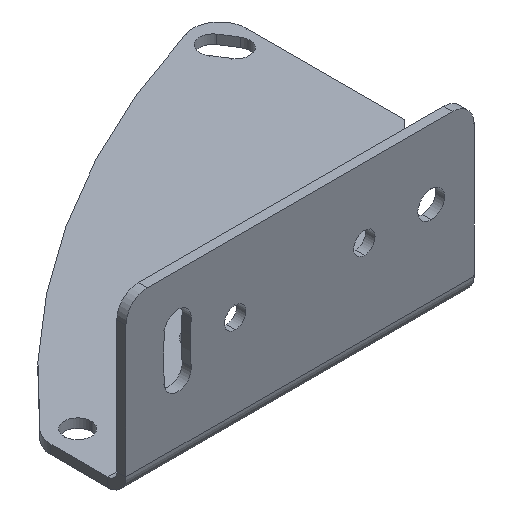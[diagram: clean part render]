
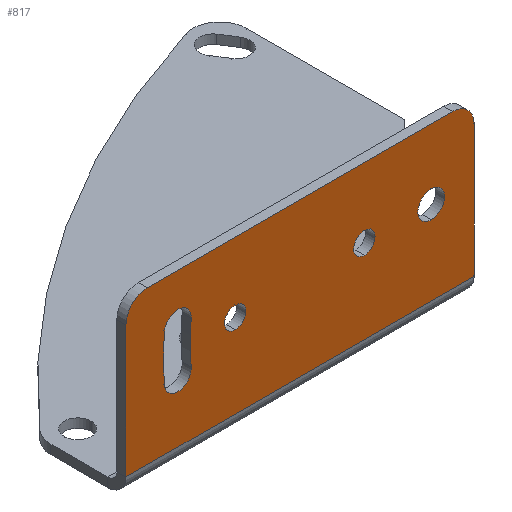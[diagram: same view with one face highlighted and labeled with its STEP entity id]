
A CAD part, isometric view. The second image highlights one B-rep face of the part: STEP entity #817.
In plain terms, the highlighted planar face has unit normal (0, -1, 0).
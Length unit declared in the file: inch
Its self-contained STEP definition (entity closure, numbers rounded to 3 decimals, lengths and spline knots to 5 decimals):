
#133=DIRECTION('',(1.,0.,0.));
#134=VECTOR('',#133,2.55906);
#135=CARTESIAN_POINT('',(-3.36614,0.,0.13386));
#136=LINE('',#135,#134);
#151=DIRECTION('',(0.,0.,1.));
#152=VECTOR('',#151,0.9685);
#153=CARTESIAN_POINT('',(-0.80709,0.,0.13386));
#154=LINE('',#153,#152);
#155=DIRECTION('',(0.,0.,-1.));
#156=VECTOR('',#155,0.9685);
#157=CARTESIAN_POINT('',(-3.36614,0.,1.10236));
#158=LINE('',#157,#156);
#159=CARTESIAN_POINT('',(-3.20866,0.,1.10236));
#160=DIRECTION('',(0.,-1.,0.));
#161=DIRECTION('',(0.,0.,1.));
#162=AXIS2_PLACEMENT_3D('',#159,#160,#161);
#164=DIRECTION('',(-1.,0.,0.));
#165=VECTOR('',#164,2.24409);
#166=CARTESIAN_POINT('',(-0.96457,0.,1.25984));
#167=LINE('',#166,#165);
#168=CARTESIAN_POINT('',(-0.96457,0.,1.10236));
#169=DIRECTION('',(0.,-1.,0.));
#170=DIRECTION('',(1.,0.,0.));
#171=AXIS2_PLACEMENT_3D('',#168,#169,#170);
#173=CARTESIAN_POINT('',(-1.12205,0.,0.74803));
#174=DIRECTION('',(0.,-1.,0.));
#175=DIRECTION('',(0.,0.,-1.));
#176=AXIS2_PLACEMENT_3D('',#173,#174,#175);
#178=CARTESIAN_POINT('',(-1.12205,0.,0.74803));
#179=DIRECTION('',(0.,-1.,0.));
#180=DIRECTION('',(0.,0.,1.));
#181=AXIS2_PLACEMENT_3D('',#178,#179,#180);
#183=CARTESIAN_POINT('',(-1.61417,0.,0.74803));
#184=DIRECTION('',(0.,-1.,0.));
#185=DIRECTION('',(0.,0.,-1.));
#186=AXIS2_PLACEMENT_3D('',#183,#184,#185);
#188=CARTESIAN_POINT('',(-1.61417,0.,0.74803));
#189=DIRECTION('',(0.,-1.,0.));
#190=DIRECTION('',(0.,0.,1.));
#191=AXIS2_PLACEMENT_3D('',#188,#189,#190);
#193=CARTESIAN_POINT('',(-2.56299,0.,0.74803));
#194=DIRECTION('',(0.,-1.,0.));
#195=DIRECTION('',(0.,0.,-1.));
#196=AXIS2_PLACEMENT_3D('',#193,#194,#195);
#198=CARTESIAN_POINT('',(-2.56299,0.,0.74803));
#199=DIRECTION('',(0.,-1.,0.));
#200=DIRECTION('',(0.,0.,1.));
#201=AXIS2_PLACEMENT_3D('',#198,#199,#200);
#203=CARTESIAN_POINT('',(-2.98501,0.,0.91102));
#204=DIRECTION('',(0.,-1.,0.));
#205=DIRECTION('',(0.996,0.,-0.087));
#206=AXIS2_PLACEMENT_3D('',#203,#204,#205);
#208=CARTESIAN_POINT('',(-1.12205,0.,0.74803));
#209=DIRECTION('',(0.,-1.,0.));
#210=DIRECTION('',(-0.996,0.,0.087));
#211=AXIS2_PLACEMENT_3D('',#208,#209,#210);
#213=CARTESIAN_POINT('',(-2.98501,0.,0.58504));
#214=DIRECTION('',(0.,-1.,0.));
#215=DIRECTION('',(-0.996,0.,-0.087));
#216=AXIS2_PLACEMENT_3D('',#213,#214,#215);
#218=CARTESIAN_POINT('',(-1.12205,0.,0.74803));
#219=DIRECTION('',(0.,-1.,0.));
#220=DIRECTION('',(-0.996,0.,0.087));
#221=AXIS2_PLACEMENT_3D('',#218,#219,#220);
#577=CARTESIAN_POINT('',(-0.80709,0.,0.13386));
#578=CARTESIAN_POINT('',(-0.80709,0.,1.10236));
#579=VERTEX_POINT('',#577);
#580=VERTEX_POINT('',#578);
#581=CARTESIAN_POINT('',(-0.96457,0.,1.25984));
#582=CARTESIAN_POINT('',(-3.20866,0.,1.25984));
#583=VERTEX_POINT('',#581);
#584=VERTEX_POINT('',#582);
#585=CARTESIAN_POINT('',(-3.36614,0.,1.10236));
#586=CARTESIAN_POINT('',(-3.36614,0.,0.13386));
#587=VERTEX_POINT('',#585);
#588=VERTEX_POINT('',#586);
#609=CARTESIAN_POINT('',(-1.12205,0.,0.64961));
#610=CARTESIAN_POINT('',(-1.12205,0.,0.84646));
#611=VERTEX_POINT('',#609);
#612=VERTEX_POINT('',#610);
#645=CARTESIAN_POINT('',(-1.61417,0.,0.66929));
#646=CARTESIAN_POINT('',(-1.61417,0.,0.82677));
#647=VERTEX_POINT('',#645);
#648=VERTEX_POINT('',#646);
#649=CARTESIAN_POINT('',(-2.56299,0.,0.66929));
#650=CARTESIAN_POINT('',(-2.56299,0.,0.82677));
#651=VERTEX_POINT('',#649);
#652=VERTEX_POINT('',#650);
#665=CARTESIAN_POINT('',(-2.88696,0.,0.90244));
#666=CARTESIAN_POINT('',(-3.08306,0.,0.9196));
#667=VERTEX_POINT('',#665);
#668=VERTEX_POINT('',#666);
#669=CARTESIAN_POINT('',(-2.88696,0.,0.59362));
#670=VERTEX_POINT('',#669);
#671=CARTESIAN_POINT('',(-3.08306,0.,0.57647));
#672=VERTEX_POINT('',#671);
#771=CARTESIAN_POINT('',(-1.41512,0.,0.));
#772=DIRECTION('',(0.,-1.,0.));
#773=DIRECTION('',(-1.,0.,0.));
#774=AXIS2_PLACEMENT_3D('',#771,#772,#773);
#775=PLANE('',#774);
#777=ORIENTED_EDGE('',*,*,#776,.F.);
#778=ORIENTED_EDGE('',*,*,#762,.F.);
#780=ORIENTED_EDGE('',*,*,#779,.F.);
#782=ORIENTED_EDGE('',*,*,#781,.F.);
#784=ORIENTED_EDGE('',*,*,#783,.F.);
#786=ORIENTED_EDGE('',*,*,#785,.F.);
#787=EDGE_LOOP('',(#777,#778,#780,#782,#784,#786));
#788=FACE_OUTER_BOUND('',#787,.F.);
#790=ORIENTED_EDGE('',*,*,#789,.T.);
#792=ORIENTED_EDGE('',*,*,#791,.T.);
#793=EDGE_LOOP('',(#790,#792));
#794=FACE_BOUND('',#793,.F.);
#796=ORIENTED_EDGE('',*,*,#795,.T.);
#798=ORIENTED_EDGE('',*,*,#797,.T.);
#799=EDGE_LOOP('',(#796,#798));
#800=FACE_BOUND('',#799,.F.);
#802=ORIENTED_EDGE('',*,*,#801,.T.);
#804=ORIENTED_EDGE('',*,*,#803,.T.);
#805=EDGE_LOOP('',(#802,#804));
#806=FACE_BOUND('',#805,.F.);
#808=ORIENTED_EDGE('',*,*,#807,.T.);
#810=ORIENTED_EDGE('',*,*,#809,.T.);
#812=ORIENTED_EDGE('',*,*,#811,.T.);
#814=ORIENTED_EDGE('',*,*,#813,.F.);
#815=EDGE_LOOP('',(#808,#810,#812,#814));
#816=FACE_BOUND('',#815,.F.);
#817=ADVANCED_FACE('',(#788,#794,#800,#806,#816),#775,.T.);
#163=CIRCLE('',#162,0.15748);
#172=CIRCLE('',#171,0.15748);
#177=CIRCLE('',#176,0.09843);
#182=CIRCLE('',#181,0.09843);
#187=CIRCLE('',#186,0.07874);
#192=CIRCLE('',#191,0.07874);
#197=CIRCLE('',#196,0.07874);
#202=CIRCLE('',#201,0.07874);
#207=CIRCLE('',#206,0.09843);
#212=CIRCLE('',#211,1.9685);
#217=CIRCLE('',#216,0.09843);
#222=CIRCLE('',#221,1.77165);
#762=EDGE_CURVE('',#588,#579,#136,.T.);
#776=EDGE_CURVE('',#579,#580,#154,.T.);
#779=EDGE_CURVE('',#587,#588,#158,.T.);
#781=EDGE_CURVE('',#584,#587,#163,.T.);
#783=EDGE_CURVE('',#583,#584,#167,.T.);
#785=EDGE_CURVE('',#580,#583,#172,.T.);
#789=EDGE_CURVE('',#611,#612,#177,.T.);
#791=EDGE_CURVE('',#612,#611,#182,.T.);
#795=EDGE_CURVE('',#647,#648,#187,.T.);
#797=EDGE_CURVE('',#648,#647,#192,.T.);
#801=EDGE_CURVE('',#651,#652,#197,.T.);
#803=EDGE_CURVE('',#652,#651,#202,.T.);
#807=EDGE_CURVE('',#667,#668,#207,.T.);
#809=EDGE_CURVE('',#668,#672,#212,.T.);
#811=EDGE_CURVE('',#672,#670,#217,.T.);
#813=EDGE_CURVE('',#667,#670,#222,.T.);
